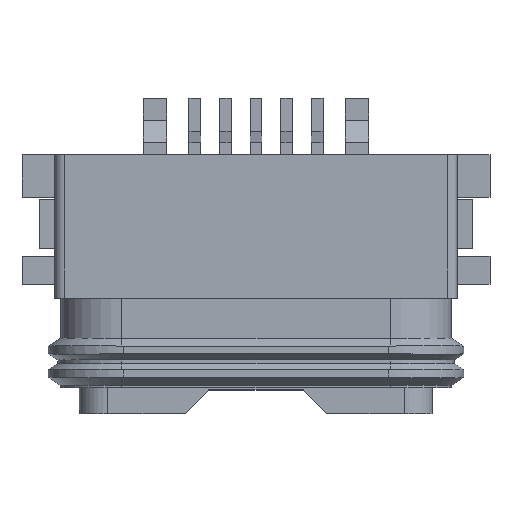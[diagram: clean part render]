
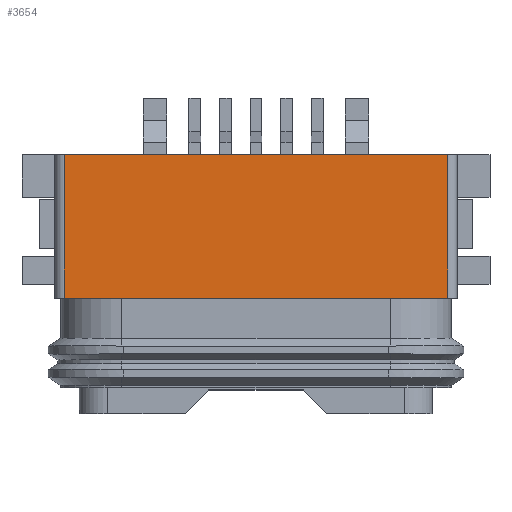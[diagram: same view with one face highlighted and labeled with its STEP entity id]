
A CAD part, top view. The second image highlights one B-rep face of the part: STEP entity #3654.
In plain terms, the highlighted planar face has unit normal (0, 0, 1).
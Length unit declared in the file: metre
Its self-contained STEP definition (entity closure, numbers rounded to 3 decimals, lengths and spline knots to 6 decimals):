
#1402 = EDGE_CURVE( '', #4023, #4024, #4025, .T. );
#2002 = EDGE_CURVE( '', #5018, #4023, #5019, .T. );
#3378 = EDGE_CURVE( '', #5711, #5018, #6810, .T. );
#3654 = ADVANCED_FACE( '', ( #7131 ), #7132, .F. );
#3794 = EDGE_CURVE( '', #4024, #5711, #7293, .T. );
#4023 = VERTEX_POINT( '', #7580 );
#4024 = VERTEX_POINT( '', #7581 );
#4025 = LINE( '', #7582, #7583 );
#5018 = VERTEX_POINT( '', #9072 );
#5019 = LINE( '', #9073, #9074 );
#5711 = VERTEX_POINT( '', #10139 );
#6810 = LINE( '', #11889, #11890 );
#7131 = FACE_OUTER_BOUND( '', #12421, .T. );
#7132 = PLANE( '', #12422 );
#7293 = LINE( '', #12706, #12707 );
#7580 = CARTESIAN_POINT( '', ( 0.00407, 0.002457, 0.0034 ) );
#7581 = CARTESIAN_POINT( '', ( 0.00407, -0.000593, 0.0034 ) );
#7582 = CARTESIAN_POINT( '', ( 0.00407, 0.000932, 0.0034 ) );
#7583 = VECTOR( '', #12866, 1. );
#9072 = CARTESIAN_POINT( '', ( -0.00407, 0.002457, 0.0034 ) );
#9073 = CARTESIAN_POINT( '', ( 0.00427, 0.002457, 0.0034 ) );
#9074 = VECTOR( '', #13884, 1. );
#10139 = CARTESIAN_POINT( '', ( -0.00407, -0.000593, 0.0034 ) );
#11889 = CARTESIAN_POINT( '', ( -0.00407, 0.000932, 0.0034 ) );
#11890 = VECTOR( '', #16280, 1. );
#12421 = EDGE_LOOP( '', ( #16765, #16766, #16767, #16768 ) );
#12422 = AXIS2_PLACEMENT_3D( '', #16769, #16770, #16771 );
#12706 = CARTESIAN_POINT( '', ( 0.00427, -0.000593, 0.0034 ) );
#12707 = VECTOR( '', #17040, 1. );
#12866 = DIRECTION( '', ( 0., -1., 0. ) );
#13884 = DIRECTION( '', ( 1., 0., 0. ) );
#16280 = DIRECTION( '', ( 0., 1., 0. ) );
#16765 = ORIENTED_EDGE( '', *, *, #3378, .F. );
#16766 = ORIENTED_EDGE( '', *, *, #3794, .F. );
#16767 = ORIENTED_EDGE( '', *, *, #1402, .F. );
#16768 = ORIENTED_EDGE( '', *, *, #2002, .F. );
#16769 = CARTESIAN_POINT( '', ( 0.00427, -0.000593, 0.0034 ) );
#16770 = DIRECTION( '', ( 0., 0., -1. ) );
#16771 = DIRECTION( '', ( -1., 0., 0. ) );
#17040 = DIRECTION( '', ( -1., 0., 0. ) );
